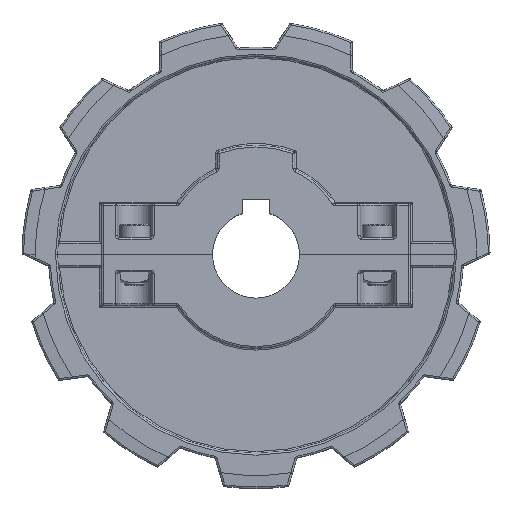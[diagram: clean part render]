
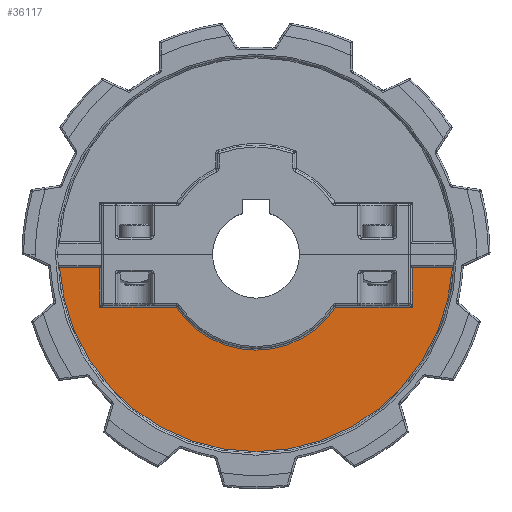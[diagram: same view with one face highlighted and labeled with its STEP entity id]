
A CAD part, top view. The second image highlights one B-rep face of the part: STEP entity #36117.
In plain terms, the highlighted planar face has unit normal (0, 0, 1).
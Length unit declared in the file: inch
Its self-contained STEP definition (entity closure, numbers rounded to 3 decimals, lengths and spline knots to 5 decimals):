
#340 = EDGE_CURVE ( 'NONE', #20115, #4244, #19371, .T. ) ;
#693 = DIRECTION ( 'NONE',  ( 0., 0., 1. ) ) ;
#767 = CIRCLE ( 'NONE', #28837, 2.23 ) ;
#1301 = VERTEX_POINT ( 'NONE', #25911 ) ;
#2779 = LINE ( 'NONE', #34899, #13944 ) ;
#3174 = VERTEX_POINT ( 'NONE', #29581 ) ;
#3365 = DIRECTION ( 'NONE',  ( -1., 0., 0. ) ) ;
#3735 = CARTESIAN_POINT ( 'NONE',  ( 0., 0., 0.175 ) ) ;
#3987 = CIRCLE ( 'NONE', #10684, 1.08 ) ;
#4244 = VERTEX_POINT ( 'NONE', #26482 ) ;
#5266 = ORIENTED_EDGE ( 'NONE', *, *, #21847, .T. ) ;
#5409 = PLANE ( 'NONE',  #33311 ) ;
#6221 = CARTESIAN_POINT ( 'NONE',  ( 0., -0.595, 0.175 ) ) ;
#6929 = CARTESIAN_POINT ( 'NONE',  ( -1.77, 2.25, 0.175 ) ) ;
#7902 = DIRECTION ( 'NONE',  ( 1., 0., 0. ) ) ;
#8306 = CARTESIAN_POINT ( 'NONE',  ( 0., 0., 0.175 ) ) ;
#10666 = CARTESIAN_POINT ( 'NONE',  ( 0., -0.595, 0.175 ) ) ;
#10684 = AXIS2_PLACEMENT_3D ( 'NONE', #8306, #20043, #17909 ) ;
#11028 = DIRECTION ( 'NONE',  ( -1., 0., 0. ) ) ;
#11148 = FACE_OUTER_BOUND ( 'NONE', #33980, .T. ) ;
#11563 = DIRECTION ( 'NONE',  ( -1., 0., 0. ) ) ;
#12336 = DIRECTION ( 'NONE',  ( 1., 0., 0. ) ) ;
#12474 = CARTESIAN_POINT ( 'NONE',  ( 0.90132, -0.595, 0.175 ) ) ;
#12806 = ORIENTED_EDGE ( 'NONE', *, *, #33685, .T. ) ;
#13944 = VECTOR ( 'NONE', #11563, 39.37008 ) ;
#14060 = ORIENTED_EDGE ( 'NONE', *, *, #31660, .T. ) ;
#14259 = DIRECTION ( 'NONE',  ( -1., 0., 0. ) ) ;
#15783 = VERTEX_POINT ( 'NONE', #29139 ) ;
#15863 = VERTEX_POINT ( 'NONE', #12474 ) ;
#16314 = EDGE_CURVE ( 'NONE', #15783, #15863, #20612, .T. ) ;
#16536 = DIRECTION ( 'NONE',  ( 0., 0., 1. ) ) ;
#16584 = LINE ( 'NONE', #31526, #29587 ) ;
#17541 = CARTESIAN_POINT ( 'NONE',  ( -1.77, -0.595, 0.175 ) ) ;
#17909 = DIRECTION ( 'NONE',  ( 1., 0., 0. ) ) ;
#17956 = VECTOR ( 'NONE', #27982, 39.37008 ) ;
#18407 = ORIENTED_EDGE ( 'NONE', *, *, #340, .T. ) ;
#19371 = LINE ( 'NONE', #6929, #34628 ) ;
#19373 = VERTEX_POINT ( 'NONE', #23725 ) ;
#20043 = DIRECTION ( 'NONE',  ( 0., 0., -1. ) ) ;
#20115 = VERTEX_POINT ( 'NONE', #17541 ) ;
#20612 = LINE ( 'NONE', #6221, #21986 ) ;
#21847 = EDGE_CURVE ( 'NONE', #26672, #20115, #27734, .T. ) ;
#21986 = VECTOR ( 'NONE', #3365, 39.37008 ) ;
#22846 = ORIENTED_EDGE ( 'NONE', *, *, #35661, .T. ) ;
#23725 = CARTESIAN_POINT ( 'NONE',  ( -2.22528, -0.145, 0.175 ) ) ;
#24772 = EDGE_CURVE ( 'NONE', #15863, #26672, #3987, .T. ) ;
#25911 = CARTESIAN_POINT ( 'NONE',  ( 1.77, -0.145, 0.175 ) ) ;
#26482 = CARTESIAN_POINT ( 'NONE',  ( -1.77, -0.145, 0.175 ) ) ;
#26672 = VERTEX_POINT ( 'NONE', #29072 ) ;
#26856 = ORIENTED_EDGE ( 'NONE', *, *, #24772, .T. ) ;
#27734 = LINE ( 'NONE', #10666, #30453 ) ;
#27982 = DIRECTION ( 'NONE',  ( 0., -1., 0. ) ) ;
#28523 = DIRECTION ( 'NONE',  ( 0., 1., 0. ) ) ;
#28837 = AXIS2_PLACEMENT_3D ( 'NONE', #3735, #693, #12336 ) ;
#29072 = CARTESIAN_POINT ( 'NONE',  ( -0.90132, -0.595, 0.175 ) ) ;
#29139 = CARTESIAN_POINT ( 'NONE',  ( 1.77, -0.595, 0.175 ) ) ;
#29581 = CARTESIAN_POINT ( 'NONE',  ( 2.22528, -0.145, 0.175 ) ) ;
#29587 = VECTOR ( 'NONE', #14259, 39.37008 ) ;
#30453 = VECTOR ( 'NONE', #11028, 39.37008 ) ;
#30475 = CARTESIAN_POINT ( 'NONE',  ( 1.77, 2.25, 0.175 ) ) ;
#31483 = CARTESIAN_POINT ( 'NONE',  ( 0., 2.25, 0.175 ) ) ;
#31526 = CARTESIAN_POINT ( 'NONE',  ( 0., -0.145, 0.175 ) ) ;
#31660 = EDGE_CURVE ( 'NONE', #3174, #1301, #2779, .T. ) ;
#33311 = AXIS2_PLACEMENT_3D ( 'NONE', #31483, #16536, #7902 ) ;
#33685 = EDGE_CURVE ( 'NONE', #19373, #3174, #767, .T. ) ;
#33980 = EDGE_LOOP ( 'NONE', ( #26856, #5266, #18407, #22846, #12806, #14060, #35082, #34289 ) ) ;
#34082 = LINE ( 'NONE', #30475, #17956 ) ;
#34289 = ORIENTED_EDGE ( 'NONE', *, *, #16314, .T. ) ;
#34628 = VECTOR ( 'NONE', #28523, 39.37008 ) ;
#34899 = CARTESIAN_POINT ( 'NONE',  ( 0., -0.145, 0.175 ) ) ;
#35082 = ORIENTED_EDGE ( 'NONE', *, *, #35566, .T. ) ;
#35566 = EDGE_CURVE ( 'NONE', #1301, #15783, #34082, .T. ) ;
#35661 = EDGE_CURVE ( 'NONE', #4244, #19373, #16584, .T. ) ;
#36117 = ADVANCED_FACE ( 'NONE', ( #11148 ), #5409, .T. ) ;
